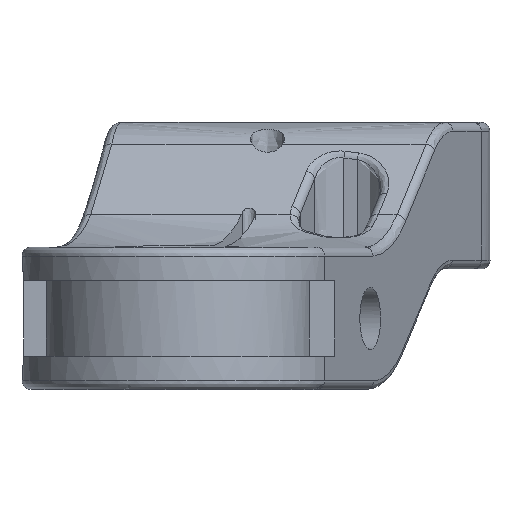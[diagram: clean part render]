
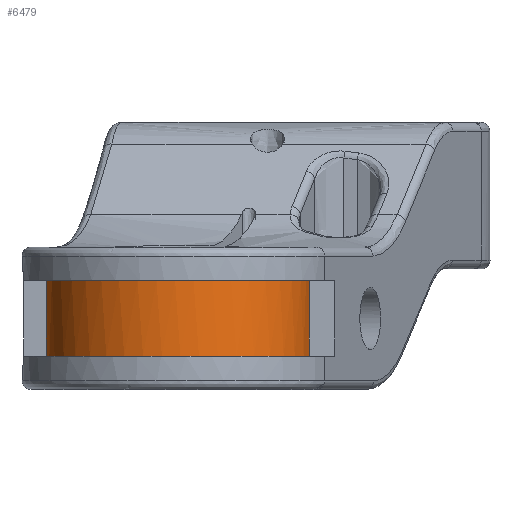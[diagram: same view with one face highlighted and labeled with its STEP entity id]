
A CAD part, left-side view. The second image highlights one B-rep face of the part: STEP entity #6479.
In plain terms, the highlighted free-form (B-spline) face has degree [2, 1] with [5, 2] control points.
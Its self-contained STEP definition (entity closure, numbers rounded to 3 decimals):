
#6479 = ADVANCED_FACE('',(#6480),#6516,.T.);
#6480 = FACE_BOUND('',#6481,.T.);
#6481 = EDGE_LOOP('',(#6482,#6494,#6501,#6511));
#6482 = ORIENTED_EDGE('',*,*,#6483,.F.);
#6483 = EDGE_CURVE('',#6484,#6486,#6488,.T.);
#6484 = VERTEX_POINT('',#6485);
#6485 = CARTESIAN_POINT('',(-147.709,41.595,
    34.456));
#6486 = VERTEX_POINT('',#6487);
#6487 = CARTESIAN_POINT('',(-147.709,-41.595,
    34.456));
#6488 = ( BOUNDED_CURVE() B_SPLINE_CURVE(2,(#6489,#6490,#6491,#6492,
#6493),.UNSPECIFIED.,.F.,.F.) B_SPLINE_CURVE_WITH_KNOTS((3,2,3),(
    0.168,1.571,2.973),
.PIECEWISE_BEZIER_KNOTS.) CURVE() GEOMETRIC_REPRESENTATION_ITEM() 
RATIONAL_B_SPLINE_CURVE((1.,0.764,1.,0.764,1.)) 
REPRESENTATION_ITEM('') );
#6489 = CARTESIAN_POINT('',(-147.709,41.595,
    34.456));
#6490 = CARTESIAN_POINT('',(-182.83,35.625,
    34.456));
#6491 = CARTESIAN_POINT('',(-182.83,0.,
    34.456));
#6492 = CARTESIAN_POINT('',(-182.83,-35.625,
    34.456));
#6493 = CARTESIAN_POINT('',(-147.709,-41.595,
    34.456));
#6494 = ORIENTED_EDGE('',*,*,#6495,.F.);
#6495 = EDGE_CURVE('',#6496,#6484,#6498,.T.);
#6496 = VERTEX_POINT('',#6497);
#6497 = CARTESIAN_POINT('',(-147.709,41.595,
    10.548));
#6498 = B_SPLINE_CURVE_WITH_KNOTS('',1,(#6499,#6500),.UNSPECIFIED.,.F.,
  .F.,(2,2),(-24.5,-7.5),.PIECEWISE_BEZIER_KNOTS.);
#6499 = CARTESIAN_POINT('',(-147.709,41.595,
    10.548));
#6500 = CARTESIAN_POINT('',(-147.709,41.595,
    34.456));
#6501 = ORIENTED_EDGE('',*,*,#6502,.F.);
#6502 = EDGE_CURVE('',#6503,#6496,#6505,.T.);
#6503 = VERTEX_POINT('',#6504);
#6504 = CARTESIAN_POINT('',(-147.709,-41.595,
    10.548));
#6505 = ( BOUNDED_CURVE() B_SPLINE_CURVE(2,(#6506,#6507,#6508,#6509,
#6510),.UNSPECIFIED.,.F.,.F.) B_SPLINE_CURVE_WITH_KNOTS((3,2,3),(
    3.31,4.712,6.115),
.PIECEWISE_BEZIER_KNOTS.) CURVE() GEOMETRIC_REPRESENTATION_ITEM() 
RATIONAL_B_SPLINE_CURVE((1.,0.764,1.,0.764,1.)) 
REPRESENTATION_ITEM('') );
#6506 = CARTESIAN_POINT('',(-147.709,-41.595,
    10.548));
#6507 = CARTESIAN_POINT('',(-182.83,-35.625,
    10.548));
#6508 = CARTESIAN_POINT('',(-182.83,0.,
    10.548));
#6509 = CARTESIAN_POINT('',(-182.83,35.625,
    10.548));
#6510 = CARTESIAN_POINT('',(-147.709,41.595,
    10.548));
#6511 = ORIENTED_EDGE('',*,*,#6512,.F.);
#6512 = EDGE_CURVE('',#6486,#6503,#6513,.T.);
#6513 = B_SPLINE_CURVE_WITH_KNOTS('',1,(#6514,#6515),.UNSPECIFIED.,.F.,
  .F.,(2,2),(7.5,24.5),.PIECEWISE_BEZIER_KNOTS.);
#6514 = CARTESIAN_POINT('',(-147.709,-41.595,
    34.456));
#6515 = CARTESIAN_POINT('',(-147.709,-41.595,
    10.548));
#6516 = ( BOUNDED_SURFACE() B_SPLINE_SURFACE(2,1,(
    (#6517,#6518)
    ,(#6519,#6520)
    ,(#6521,#6522)
    ,(#6523,#6524)
    ,(#6525,#6526
)),.UNSPECIFIED.,.F.,.F.,.F.) B_SPLINE_SURFACE_WITH_KNOTS((3,2,3),(2,2),
  (3.31,4.712,6.115),(7.5,24.5),
.PIECEWISE_BEZIER_KNOTS.) GEOMETRIC_REPRESENTATION_ITEM() 
RATIONAL_B_SPLINE_SURFACE((
    (1.,1.)
    ,(0.764,0.764)
    ,(1.,1.)
    ,(0.764,0.764)
,(1.,1.))) REPRESENTATION_ITEM('') SURFACE() );
#6517 = CARTESIAN_POINT('',(-147.709,-41.595,
    34.456));
#6518 = CARTESIAN_POINT('',(-147.709,-41.595,
    10.548));
#6519 = CARTESIAN_POINT('',(-182.83,-35.625,
    34.456));
#6520 = CARTESIAN_POINT('',(-182.83,-35.625,
    10.548));
#6521 = CARTESIAN_POINT('',(-182.83,0.,
    34.456));
#6522 = CARTESIAN_POINT('',(-182.83,0.,
    10.548));
#6523 = CARTESIAN_POINT('',(-182.83,35.625,
    34.456));
#6524 = CARTESIAN_POINT('',(-182.83,35.625,
    10.548));
#6525 = CARTESIAN_POINT('',(-147.709,41.595,
    34.456));
#6526 = CARTESIAN_POINT('',(-147.709,41.595,
    10.548));
